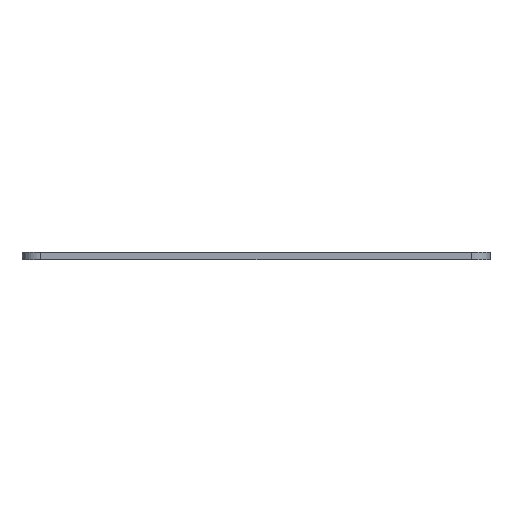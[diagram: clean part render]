
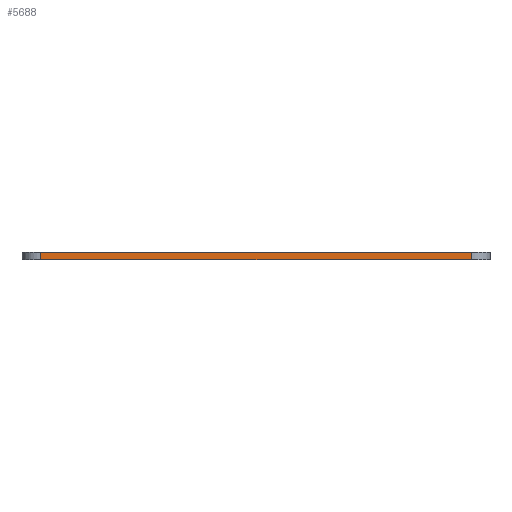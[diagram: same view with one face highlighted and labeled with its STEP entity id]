
A CAD part, front view. The second image highlights one B-rep face of the part: STEP entity #5688.
In plain terms, the highlighted planar face has unit normal (0, -1, 0).
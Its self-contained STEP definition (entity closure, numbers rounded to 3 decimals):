
#84 = PLANE('',#85);
#85 = AXIS2_PLACEMENT_3D('',#86,#87,#88);
#86 = CARTESIAN_POINT('',(150.332,-103.24,1.6));
#87 = DIRECTION('',(0.,0.,1.));
#88 = DIRECTION('',(1.,0.,-0.));
#139 = PLANE('',#140);
#140 = AXIS2_PLACEMENT_3D('',#141,#142,#143);
#141 = CARTESIAN_POINT('',(150.332,-103.24,0.));
#142 = DIRECTION('',(0.,0.,1.));
#143 = DIRECTION('',(1.,0.,-0.));
#194 = CYLINDRICAL_SURFACE('',#195,4.);
#195 = AXIS2_PLACEMENT_3D('',#196,#197,#198);
#196 = CARTESIAN_POINT('',(196.332,-139.24,0.));
#197 = DIRECTION('',(-0.,-0.,-1.));
#198 = DIRECTION('',(1.,0.,-0.));
#361 = VERTEX_POINT('',#362);
#362 = CARTESIAN_POINT('',(104.332,-143.24,0.));
#377 = CYLINDRICAL_SURFACE('',#378,4.);
#378 = AXIS2_PLACEMENT_3D('',#379,#380,#381);
#379 = CARTESIAN_POINT('',(104.332,-139.24,0.));
#380 = DIRECTION('',(-0.,-0.,-1.));
#381 = DIRECTION('',(1.,0.,-0.));
#389 = EDGE_CURVE('',#390,#361,#392,.T.);
#390 = VERTEX_POINT('',#391);
#391 = CARTESIAN_POINT('',(196.332,-143.24,0.));
#392 = SURFACE_CURVE('',#393,(#397,#404),.PCURVE_S1.);
#393 = LINE('',#394,#395);
#394 = CARTESIAN_POINT('',(196.332,-143.24,0.));
#395 = VECTOR('',#396,1.);
#396 = DIRECTION('',(-1.,0.,0.));
#397 = PCURVE('',#139,#398);
#398 = DEFINITIONAL_REPRESENTATION('',(#399),#403);
#399 = LINE('',#400,#401);
#400 = CARTESIAN_POINT('',(46.,-40.));
#401 = VECTOR('',#402,1.);
#402 = DIRECTION('',(-1.,0.));
#403 = ( GEOMETRIC_REPRESENTATION_CONTEXT(2) 
PARAMETRIC_REPRESENTATION_CONTEXT() REPRESENTATION_CONTEXT('2D SPACE',''
  ) );
#404 = PCURVE('',#405,#410);
#405 = PLANE('',#406);
#406 = AXIS2_PLACEMENT_3D('',#407,#408,#409);
#407 = CARTESIAN_POINT('',(196.332,-143.24,0.));
#408 = DIRECTION('',(0.,-1.,0.));
#409 = DIRECTION('',(-1.,0.,0.));
#410 = DEFINITIONAL_REPRESENTATION('',(#411),#415);
#411 = LINE('',#412,#413);
#412 = CARTESIAN_POINT('',(0.,-0.));
#413 = VECTOR('',#414,1.);
#414 = DIRECTION('',(1.,0.));
#415 = ( GEOMETRIC_REPRESENTATION_CONTEXT(2) 
PARAMETRIC_REPRESENTATION_CONTEXT() REPRESENTATION_CONTEXT('2D SPACE',''
  ) );
#3252 = VERTEX_POINT('',#3253);
#3253 = CARTESIAN_POINT('',(104.332,-143.24,1.6));
#3275 = EDGE_CURVE('',#3276,#3252,#3278,.T.);
#3276 = VERTEX_POINT('',#3277);
#3277 = CARTESIAN_POINT('',(196.332,-143.24,1.6));
#3278 = SURFACE_CURVE('',#3279,(#3283,#3290),.PCURVE_S1.);
#3279 = LINE('',#3280,#3281);
#3280 = CARTESIAN_POINT('',(196.332,-143.24,1.6));
#3281 = VECTOR('',#3282,1.);
#3282 = DIRECTION('',(-1.,0.,0.));
#3283 = PCURVE('',#84,#3284);
#3284 = DEFINITIONAL_REPRESENTATION('',(#3285),#3289);
#3285 = LINE('',#3286,#3287);
#3286 = CARTESIAN_POINT('',(46.,-40.));
#3287 = VECTOR('',#3288,1.);
#3288 = DIRECTION('',(-1.,0.));
#3289 = ( GEOMETRIC_REPRESENTATION_CONTEXT(2) 
PARAMETRIC_REPRESENTATION_CONTEXT() REPRESENTATION_CONTEXT('2D SPACE',''
  ) );
#3290 = PCURVE('',#405,#3291);
#3291 = DEFINITIONAL_REPRESENTATION('',(#3292),#3296);
#3292 = LINE('',#3293,#3294);
#3293 = CARTESIAN_POINT('',(0.,-1.6));
#3294 = VECTOR('',#3295,1.);
#3295 = DIRECTION('',(1.,0.));
#3296 = ( GEOMETRIC_REPRESENTATION_CONTEXT(2) 
PARAMETRIC_REPRESENTATION_CONTEXT() REPRESENTATION_CONTEXT('2D SPACE',''
  ) );
#5638 = EDGE_CURVE('',#390,#3276,#5639,.T.);
#5639 = SURFACE_CURVE('',#5640,(#5644,#5651),.PCURVE_S1.);
#5640 = LINE('',#5641,#5642);
#5641 = CARTESIAN_POINT('',(196.332,-143.24,0.));
#5642 = VECTOR('',#5643,1.);
#5643 = DIRECTION('',(0.,0.,1.));
#5644 = PCURVE('',#194,#5645);
#5645 = DEFINITIONAL_REPRESENTATION('',(#5646),#5650);
#5646 = LINE('',#5647,#5648);
#5647 = CARTESIAN_POINT('',(-4.712,0.));
#5648 = VECTOR('',#5649,1.);
#5649 = DIRECTION('',(-0.,-1.));
#5650 = ( GEOMETRIC_REPRESENTATION_CONTEXT(2) 
PARAMETRIC_REPRESENTATION_CONTEXT() REPRESENTATION_CONTEXT('2D SPACE',''
  ) );
#5651 = PCURVE('',#405,#5652);
#5652 = DEFINITIONAL_REPRESENTATION('',(#5653),#5657);
#5653 = LINE('',#5654,#5655);
#5654 = CARTESIAN_POINT('',(0.,-0.));
#5655 = VECTOR('',#5656,1.);
#5656 = DIRECTION('',(0.,-1.));
#5657 = ( GEOMETRIC_REPRESENTATION_CONTEXT(2) 
PARAMETRIC_REPRESENTATION_CONTEXT() REPRESENTATION_CONTEXT('2D SPACE',''
  ) );
#5688 = ADVANCED_FACE('',(#5689),#405,.T.);
#5689 = FACE_BOUND('',#5690,.T.);
#5690 = EDGE_LOOP('',(#5691,#5692,#5693,#5714));
#5691 = ORIENTED_EDGE('',*,*,#5638,.T.);
#5692 = ORIENTED_EDGE('',*,*,#3275,.T.);
#5693 = ORIENTED_EDGE('',*,*,#5694,.F.);
#5694 = EDGE_CURVE('',#361,#3252,#5695,.T.);
#5695 = SURFACE_CURVE('',#5696,(#5700,#5707),.PCURVE_S1.);
#5696 = LINE('',#5697,#5698);
#5697 = CARTESIAN_POINT('',(104.332,-143.24,0.));
#5698 = VECTOR('',#5699,1.);
#5699 = DIRECTION('',(0.,0.,1.));
#5700 = PCURVE('',#405,#5701);
#5701 = DEFINITIONAL_REPRESENTATION('',(#5702),#5706);
#5702 = LINE('',#5703,#5704);
#5703 = CARTESIAN_POINT('',(92.,0.));
#5704 = VECTOR('',#5705,1.);
#5705 = DIRECTION('',(0.,-1.));
#5706 = ( GEOMETRIC_REPRESENTATION_CONTEXT(2) 
PARAMETRIC_REPRESENTATION_CONTEXT() REPRESENTATION_CONTEXT('2D SPACE',''
  ) );
#5707 = PCURVE('',#377,#5708);
#5708 = DEFINITIONAL_REPRESENTATION('',(#5709),#5713);
#5709 = LINE('',#5710,#5711);
#5710 = CARTESIAN_POINT('',(-4.712,0.));
#5711 = VECTOR('',#5712,1.);
#5712 = DIRECTION('',(-0.,-1.));
#5713 = ( GEOMETRIC_REPRESENTATION_CONTEXT(2) 
PARAMETRIC_REPRESENTATION_CONTEXT() REPRESENTATION_CONTEXT('2D SPACE',''
  ) );
#5714 = ORIENTED_EDGE('',*,*,#389,.F.);
